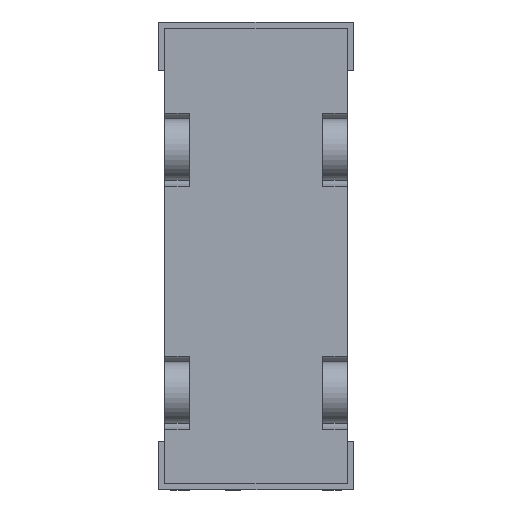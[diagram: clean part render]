
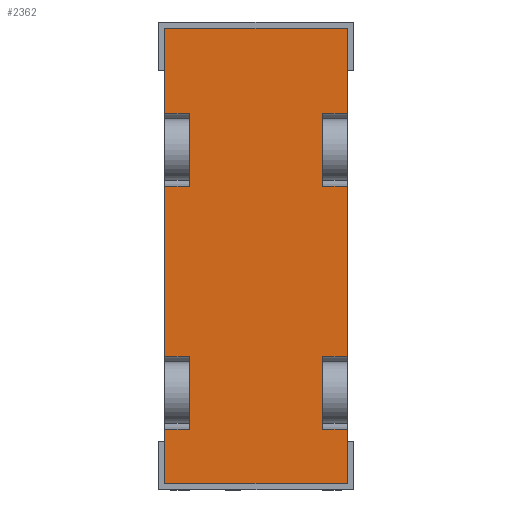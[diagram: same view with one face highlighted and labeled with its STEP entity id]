
A CAD part, front view. The second image highlights one B-rep face of the part: STEP entity #2362.
In plain terms, the highlighted planar face has unit normal (0, -1, 0).
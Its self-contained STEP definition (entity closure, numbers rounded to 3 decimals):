
#219=FACE_OUTER_BOUND('',#356,.T.);
#356=EDGE_LOOP('',(#1798,#1799,#1800,#1801,#1802,#1803,#1804,#1805,#1806,
#1807,#1808,#1809,#1810,#1811,#1812,#1813,#1814,#1815,#1816,#1817));
#452=LINE('',#3422,#722);
#494=LINE('',#3507,#764);
#496=LINE('',#3511,#766);
#497=LINE('',#3515,#767);
#498=LINE('',#3518,#768);
#580=LINE('',#3688,#850);
#581=LINE('',#3692,#851);
#582=LINE('',#3695,#852);
#583=LINE('',#3700,#853);
#584=LINE('',#3702,#854);
#585=LINE('',#3703,#855);
#586=LINE('',#3708,#856);
#587=LINE('',#3710,#857);
#588=LINE('',#3711,#858);
#589=LINE('',#3714,#859);
#590=LINE('',#3716,#860);
#591=LINE('',#3717,#861);
#592=LINE('',#3719,#862);
#593=LINE('',#3721,#863);
#594=LINE('',#3722,#864);
#722=VECTOR('',#2757,200.);
#764=VECTOR('',#2821,200.);
#766=VECTOR('',#2825,200.);
#767=VECTOR('',#2828,200.);
#768=VECTOR('',#2831,200.);
#850=VECTOR('',#2987,200.);
#851=VECTOR('',#2990,200.);
#852=VECTOR('',#2993,200.);
#853=VECTOR('',#2998,200.);
#854=VECTOR('',#3001,200.);
#855=VECTOR('',#3002,200.);
#856=VECTOR('',#3007,200.);
#857=VECTOR('',#3010,200.);
#858=VECTOR('',#3011,200.);
#859=VECTOR('',#3014,200.);
#860=VECTOR('',#3015,200.);
#861=VECTOR('',#3016,200.);
#862=VECTOR('',#3017,200.);
#863=VECTOR('',#3018,200.);
#864=VECTOR('',#3019,200.);
#984=VERTEX_POINT('',#3419);
#985=VERTEX_POINT('',#3421);
#1016=VERTEX_POINT('',#3504);
#1017=VERTEX_POINT('',#3506);
#1018=VERTEX_POINT('',#3510);
#1019=VERTEX_POINT('',#3512);
#1020=VERTEX_POINT('',#3514);
#1021=VERTEX_POINT('',#3516);
#1072=VERTEX_POINT('',#3687);
#1073=VERTEX_POINT('',#3689);
#1074=VERTEX_POINT('',#3691);
#1075=VERTEX_POINT('',#3693);
#1076=VERTEX_POINT('',#3697);
#1077=VERTEX_POINT('',#3698);
#1078=VERTEX_POINT('',#3705);
#1079=VERTEX_POINT('',#3706);
#1080=VERTEX_POINT('',#3713);
#1081=VERTEX_POINT('',#3715);
#1082=VERTEX_POINT('',#3718);
#1083=VERTEX_POINT('',#3720);
#1192=EDGE_CURVE('',#984,#985,#452,.T.);
#1234=EDGE_CURVE('',#1017,#1016,#494,.T.);
#1236=EDGE_CURVE('',#985,#1018,#496,.T.);
#1238=EDGE_CURVE('',#1019,#1020,#497,.T.);
#1240=EDGE_CURVE('',#1021,#1016,#498,.T.);
#1322=EDGE_CURVE('',#1017,#1072,#580,.T.);
#1324=EDGE_CURVE('',#1073,#1074,#581,.T.);
#1326=EDGE_CURVE('',#1075,#984,#582,.T.);
#1328=EDGE_CURVE('',#1076,#1077,#583,.T.);
#1329=EDGE_CURVE('',#1075,#1076,#584,.T.);
#1330=EDGE_CURVE('',#1077,#1074,#585,.T.);
#1332=EDGE_CURVE('',#1078,#1079,#586,.T.);
#1333=EDGE_CURVE('',#1073,#1078,#587,.T.);
#1334=EDGE_CURVE('',#1079,#1072,#588,.T.);
#1335=EDGE_CURVE('',#1019,#1080,#589,.T.);
#1336=EDGE_CURVE('',#1080,#1081,#590,.T.);
#1337=EDGE_CURVE('',#1081,#1018,#591,.T.);
#1338=EDGE_CURVE('',#1021,#1082,#592,.T.);
#1339=EDGE_CURVE('',#1082,#1083,#593,.T.);
#1340=EDGE_CURVE('',#1083,#1020,#594,.T.);
#1798=ORIENTED_EDGE('',*,*,#1335,.T.);
#1799=ORIENTED_EDGE('',*,*,#1336,.T.);
#1800=ORIENTED_EDGE('',*,*,#1337,.T.);
#1801=ORIENTED_EDGE('',*,*,#1236,.F.);
#1802=ORIENTED_EDGE('',*,*,#1192,.F.);
#1803=ORIENTED_EDGE('',*,*,#1326,.F.);
#1804=ORIENTED_EDGE('',*,*,#1329,.T.);
#1805=ORIENTED_EDGE('',*,*,#1328,.T.);
#1806=ORIENTED_EDGE('',*,*,#1330,.T.);
#1807=ORIENTED_EDGE('',*,*,#1324,.F.);
#1808=ORIENTED_EDGE('',*,*,#1333,.T.);
#1809=ORIENTED_EDGE('',*,*,#1332,.T.);
#1810=ORIENTED_EDGE('',*,*,#1334,.T.);
#1811=ORIENTED_EDGE('',*,*,#1322,.F.);
#1812=ORIENTED_EDGE('',*,*,#1234,.T.);
#1813=ORIENTED_EDGE('',*,*,#1240,.F.);
#1814=ORIENTED_EDGE('',*,*,#1338,.T.);
#1815=ORIENTED_EDGE('',*,*,#1339,.T.);
#1816=ORIENTED_EDGE('',*,*,#1340,.T.);
#1817=ORIENTED_EDGE('',*,*,#1238,.F.);
#2156=PLANE('',#2586);
#2362=ADVANCED_FACE('',(#219),#2156,.T.);
#2586=AXIS2_PLACEMENT_3D('',#3712,#3012,#3013);
#2757=DIRECTION('',(-1.,0.,0.));
#2821=DIRECTION('',(-1.,0.,0.));
#2825=DIRECTION('',(0.,0.,1.));
#2828=DIRECTION('',(0.,0.,1.));
#2831=DIRECTION('',(0.,0.,1.));
#2987=DIRECTION('',(0.,0.,-1.));
#2990=DIRECTION('',(0.,0.,-1.));
#2993=DIRECTION('',(0.,0.,-1.));
#2998=DIRECTION('',(0.,0.,1.));
#3001=DIRECTION('',(-1.,0.,0.));
#3002=DIRECTION('',(1.,0.,0.));
#3007=DIRECTION('',(0.,0.,1.));
#3010=DIRECTION('',(-1.,0.,0.));
#3011=DIRECTION('',(1.,0.,0.));
#3012=DIRECTION('center_axis',(0.,-1.,0.));
#3013=DIRECTION('ref_axis',(0.,0.,1.));
#3014=DIRECTION('',(1.,0.,0.));
#3015=DIRECTION('',(0.,0.,-1.));
#3016=DIRECTION('',(-1.,0.,0.));
#3017=DIRECTION('',(1.,0.,0.));
#3018=DIRECTION('',(0.,0.,-1.));
#3019=DIRECTION('',(-1.,0.,0.));
#3419=CARTESIAN_POINT('',(300.,0.,-750.001));
#3421=CARTESIAN_POINT('',(-300.,0.,-750.001));
#3422=CARTESIAN_POINT('',(300.,0.,-750.001));
#3504=CARTESIAN_POINT('',(-300.,0.,750.001));
#3506=CARTESIAN_POINT('',(300.,0.,750.001));
#3507=CARTESIAN_POINT('',(300.,0.,750.001));
#3510=CARTESIAN_POINT('',(-300.,0.,-569.999));
#3511=CARTESIAN_POINT('',(-300.,0.,750.001));
#3512=CARTESIAN_POINT('',(-300.,0.,-329.999));
#3514=CARTESIAN_POINT('',(-300.,0.,230.001));
#3515=CARTESIAN_POINT('',(-300.,0.,750.001));
#3516=CARTESIAN_POINT('',(-300.,0.,470.001));
#3518=CARTESIAN_POINT('',(-300.,0.,750.001));
#3687=CARTESIAN_POINT('',(300.,0.,470.001));
#3688=CARTESIAN_POINT('',(300.,0.,750.001));
#3689=CARTESIAN_POINT('',(300.,0.,230.001));
#3691=CARTESIAN_POINT('',(300.,0.,-329.999));
#3692=CARTESIAN_POINT('',(300.,0.,750.001));
#3693=CARTESIAN_POINT('',(300.,0.,-569.999));
#3695=CARTESIAN_POINT('',(300.,0.,750.001));
#3697=CARTESIAN_POINT('',(220.,0.,-569.999));
#3698=CARTESIAN_POINT('',(220.,0.,-329.999));
#3700=CARTESIAN_POINT('',(220.,0.,-550.));
#3702=CARTESIAN_POINT('',(300.,0.,-569.999));
#3703=CARTESIAN_POINT('',(300.,0.,-329.999));
#3705=CARTESIAN_POINT('',(220.,0.,230.001));
#3706=CARTESIAN_POINT('',(220.,0.,470.001));
#3708=CARTESIAN_POINT('',(220.,0.,-150.));
#3710=CARTESIAN_POINT('',(300.,0.,230.001));
#3711=CARTESIAN_POINT('',(300.,0.,470.001));
#3712=CARTESIAN_POINT('Origin',(300.,0.,-750.001));
#3713=CARTESIAN_POINT('',(-220.,0.,-329.999));
#3714=CARTESIAN_POINT('',(0.,0.,-329.999));
#3715=CARTESIAN_POINT('',(-220.,0.,-569.999));
#3716=CARTESIAN_POINT('',(-220.,0.,-600.));
#3717=CARTESIAN_POINT('',(0.,0.,-569.999));
#3718=CARTESIAN_POINT('',(-220.,0.,470.001));
#3719=CARTESIAN_POINT('',(0.,0.,470.001));
#3720=CARTESIAN_POINT('',(-220.,0.,230.001));
#3721=CARTESIAN_POINT('',(-220.,0.,-200.));
#3722=CARTESIAN_POINT('',(0.,0.,230.001));
